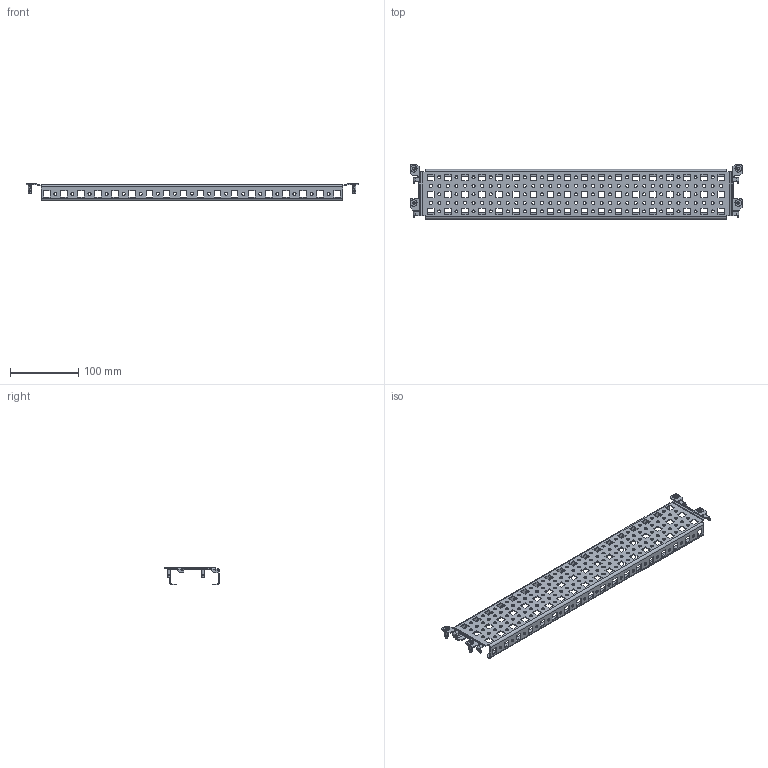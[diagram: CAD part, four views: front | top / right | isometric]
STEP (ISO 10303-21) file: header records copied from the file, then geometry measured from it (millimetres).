
FILE_DESCRIPTION (( 'STEP AP203' ), '1' );
FILE_NAME ('UR31101502373 Ïëàíêà ìîíòàæíàÿ ÂÌ 23õ73 RS52 00.50 (000.801.632-01).STEP', '2022-04-20T05:24:15', ( '' ), ( '' ), 'SwSTEP 2.0', 'SolidWorks 2017', '' );
FILE_SCHEMA (( 'CONFIG_CONTROL_DESIGN' ));
Length unit declared in the file: millimetre
Products named in the file (3): 025-295 Ïëàíêà ÂÌ 23õ73 RS52_01 (00.50); Âèíò DIN 7500 M TORX_Œ5å16; UR31101502373 Ïëàíêà ìîíòàæíàÿ ÂÌ 23õ73 RS52 00.50 (000.801.632-01)
Assembly tree (5 placements, depth 2):
  UR31101502373 Ïëàíêà ìîíòàæíàÿ ÂÌ 23õ73 RS52 00.50 (000.801.632-01)
    025-295 Ïëàíêà ÂÌ 23õ73 RS52_01 (00.50)
    Âèíò DIN 7500 M TORX_Œ5å16  x4
Bounding box: 486 x 80 x 26.3 mm (x, y, z)
Volume: 70593.7 mm3; surface area: 110426.8 mm2
Topology: 5 solids, 5 shells, 1030 faces, 2912 edges, 1896 vertices
Faces by surface type: plane 502, cylinder 488, cone 24, torus 16
Entity records: 30770 total; most frequent: DIRECTION 5189, CARTESIAN_POINT 5159, ORIENTED_EDGE 5146, EDGE_CURVE 2573, VECTOR 1769, LINE 1769, AXIS2_PLACEMENT_3D 1710, VERTEX_POINT 1680
